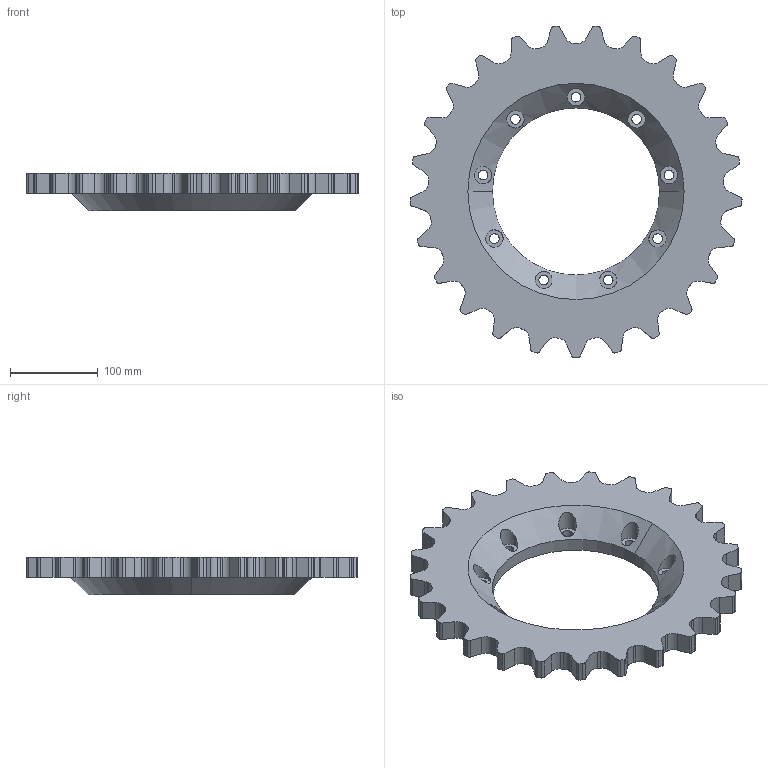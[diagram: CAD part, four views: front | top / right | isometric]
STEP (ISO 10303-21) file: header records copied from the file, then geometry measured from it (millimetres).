
FILE_DESCRIPTION (( 'STEP AP214' ), '1' );
FILE_NAME ('102034.B.Barbotin.STEP', '2022-11-08T09:08:10', ( '' ), ( '' ), 'SwSTEP 2.0', 'SolidWorks 2015', '' );
FILE_SCHEMA (( 'AUTOMOTIVE_DESIGN' ));
Length unit declared in the file: millimetre
Products named in the file (1): 102034.B.Barbotin
Bounding box: 378.51 x 377.79 x 43 mm (x, y, z)
Volume: 1762092.8 mm3; surface area: 211503.6 mm2
Topology: 1 solids, 1 shells, 271 faces, 775 edges, 516 vertices
Faces by surface type: cylinder 205, plane 62, cone 4
Entity records: 9977 total; most frequent: CARTESIAN_POINT 2451, DIRECTION 1699, ORIENTED_EDGE 1550, EDGE_CURVE 775, AXIS2_PLACEMENT_3D 670, VERTEX_POINT 516, CIRCLE 398, LINE 359
